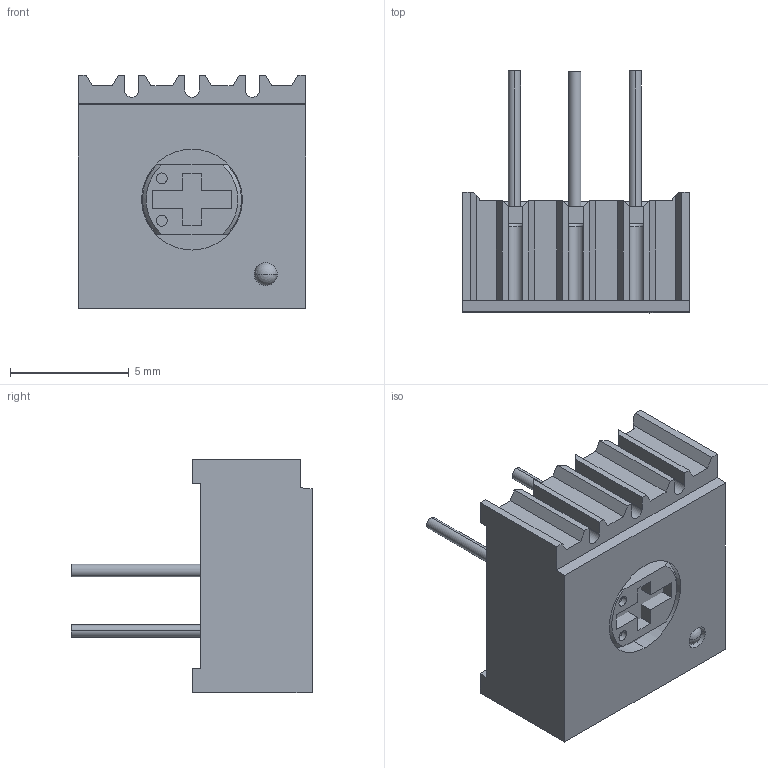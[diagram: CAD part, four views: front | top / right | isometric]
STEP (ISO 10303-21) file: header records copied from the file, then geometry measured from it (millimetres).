
FILE_DESCRIPTION((''),'2;1');
FILE_NAME('72P_ASM','2022-06-24T09:52:33',('avery.harrell'),(''),'CREO PARAMETRIC BY PTC INC, 2018400','CREO PARAMETRIC BY PTC INC, 2018400','');
FILE_SCHEMA(('CONFIG_CONTROL_DESIGN'));
Length unit declared in the file: inch
Products named in the file (12): 72-303-1D; 72-300E; 67-121; 67_TERM; 67_CERMET; 67-122L_ASM; 72P_1AND3_PIN; 72P_2_PIN; 72-309_ASM; 34-1003A; 72_EPOXY; 72P_ASM
Assembly tree (12 placements, depth 4):
  72P_ASM
    72-303-1D
    72-300E
    72-309_ASM
      67-122L_ASM
        67-121
        67_TERM
        67_CERMET
      72P_1AND3_PIN  x2
      72P_2_PIN
    34-1003A
    72_EPOXY
Bounding box: 9.55 x 10.17 x 9.8 mm (x, y, z)
Volume: 543.2 mm3; surface area: 1150 mm2
Topology: 12 solids, 12 shells, 294 faces, 744 edges, 478 vertices
Faces by surface type: plane 189, cylinder 82, torus 13, cone 8, sphere 2
Entity records: 8913 total; most frequent: CARTESIAN_POINT 1646, DIRECTION 1494, ORIENTED_EDGE 1436, EDGE_CURVE 718, VECTOR 512, LINE 512, AXIS2_PLACEMENT_3D 491, VERTEX_POINT 466
